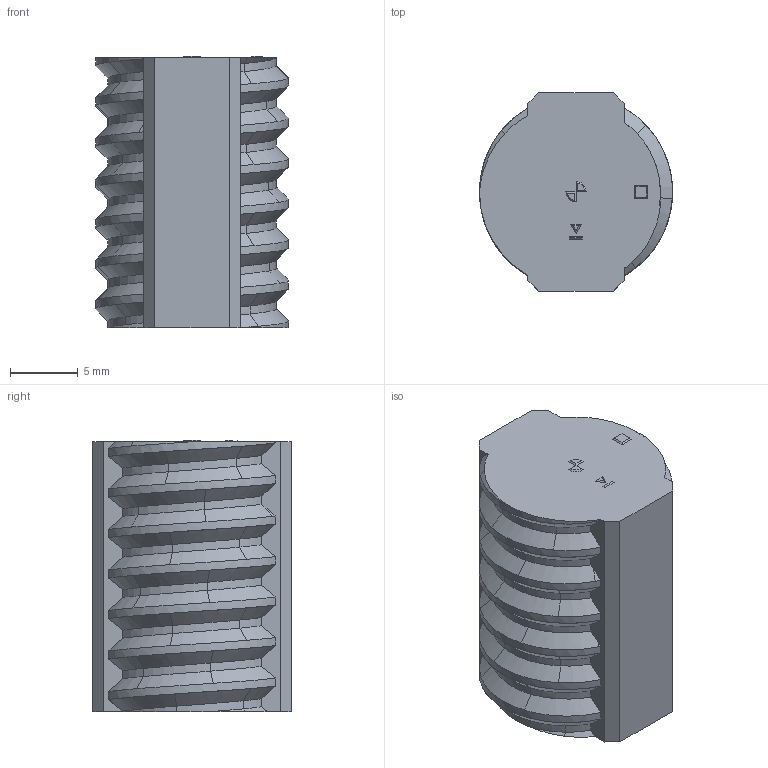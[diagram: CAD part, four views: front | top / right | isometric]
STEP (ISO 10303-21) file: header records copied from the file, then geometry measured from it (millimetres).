
FILE_DESCRIPTION(/* description */ (''),/* implementation_level */ '2;1');
FILE_NAME(/* name */ 'M Hor 20 Mark.step',/* time_stamp */ '2024-05-02T16:38:10-04:00',/* author */ (''),/* organization */ (''),/* preprocessor_version */ 'ST-DEVELOPER v20',/* originating_system */ 'Autodesk Translation Framework v12.20.1.177',/* authorisation */ '');
FILE_SCHEMA (('AUTOMOTIVE_DESIGN { 1 0 10303 214 3 1 1 }'));
Length unit declared in the file: millimetre
Products named in the file (1): M Hor 20 Mark
Bounding box: 14.3 x 14.7 x 20.1 mm (x, y, z)
Volume: 3084.9 mm3; surface area: 1367.1 mm2
Topology: 1 solids, 1 shells, 237 faces, 564 edges, 333 vertices
Faces by surface type: bspline 190, plane 31, cylinder 14, cone 2
Entity records: 10164 total; most frequent: CARTESIAN_POINT 6227, ORIENTED_EDGE 1128, EDGE_CURVE 564, B_SPLINE_CURVE_WITH_KNOTS 459, VERTEX_POINT 333, EDGE_LOOP 241, FACE_OUTER_BOUND 237, ADVANCED_FACE 237
